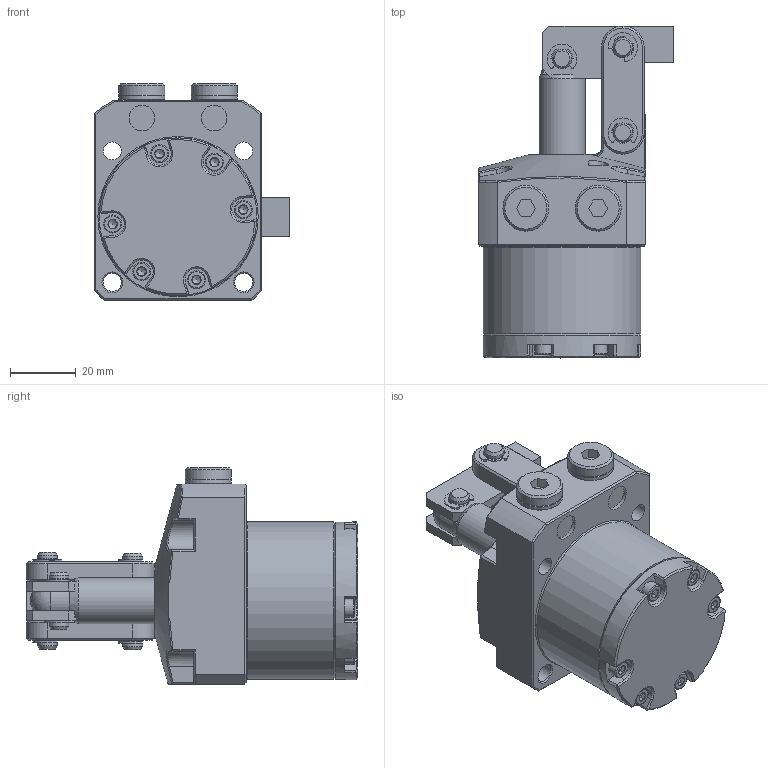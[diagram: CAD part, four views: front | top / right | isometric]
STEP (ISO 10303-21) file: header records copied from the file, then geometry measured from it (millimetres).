
FILE_DESCRIPTION(/* description */ ('Unknown'),/* implementation_level */ '2;1');
FILE_NAME(/* name */ 'GK-30-48-RH',/* time_stamp */ '2023-06-01T16:11:32+06:00',/* author */ ('Unknown'),/* organization */ ('Unknown'),/* preprocessor_version */ 'ST-DEVELOPER v16.7',/* originating_system */ 'DEX',/* authorisation */ $);
FILE_SCHEMA (('AUTOMOTIVE_DESIGN {1 0 10303 214 3 1 1}'));
Length unit declared in the file: millimetre
Products named in the file (12): hyd-cyl-bore-30-48_RH_ASM; body-dia-30-rh; PISTON-DIA-30; CLAMP-30; LINK-30; BOTTOM-CAP-30; END-PUGE-30; WASHER_0; FRONT-HING-PIN-30; BACK-HING-PIN; CIRCLIP-30; Screw_ISO_4762_M3x10_v14.00
Assembly tree (25 placements, depth 2):
  hyd-cyl-bore-30-48_RH_ASM
    body-dia-30-rh
    PISTON-DIA-30
    CLAMP-30
    LINK-30  x2
    BOTTOM-CAP-30
    END-PUGE-30  x2
    WASHER_0  x2
    FRONT-HING-PIN-30  x2
    BACK-HING-PIN
    CIRCLIP-30  x6
    Screw_ISO_4762_M3x10_v14.00  x6
Bounding box: 59.5 x 101.01 x 66 mm (x, y, z)
Volume: 157268.3 mm3; surface area: 36379.7 mm2
Topology: 25 solids, 25 shells, 693 faces, 1752 edges, 1143 vertices
Faces by surface type: plane 309, cylinder 194, cone 120, torus 46, bspline 23, sphere 1
Full cylindrical faces by diameter (mm): 1.6 x2, 3 x6, 4.05 x6, 4.2 x6, 5.5 x10, 6 x18, 7.8 x2, 8.8 x1, 10 x5, 12 x1, 14 x5, 48 x2
Entity records: 12187 total; most frequent: CARTESIAN_POINT 3289, DIRECTION 1692, ORIENTED_EDGE 1612, EDGE_CURVE 806, AXIS2_PLACEMENT_3D 634, VERTEX_POINT 569, FACE_BOUND 531, EDGE_LOOP 528
